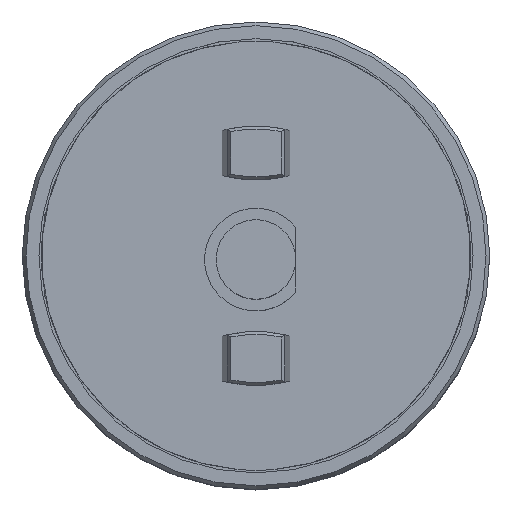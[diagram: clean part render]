
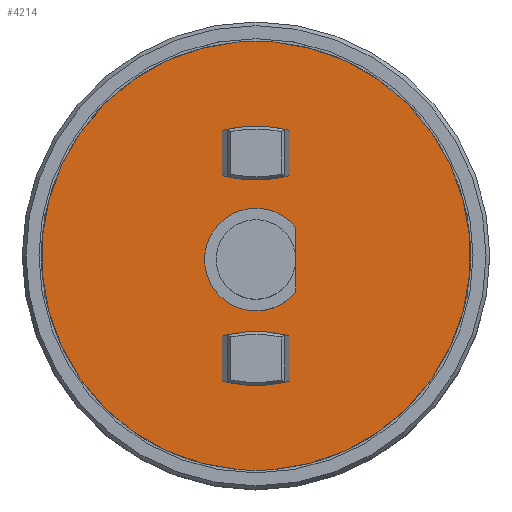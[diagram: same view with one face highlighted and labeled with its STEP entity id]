
A CAD part, top view. The second image highlights one B-rep face of the part: STEP entity #4214.
In plain terms, the highlighted planar face has unit normal (0, 0, 1).
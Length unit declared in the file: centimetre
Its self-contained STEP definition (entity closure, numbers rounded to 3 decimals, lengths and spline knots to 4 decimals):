
#216=FACE_OUTER_BOUND($,#1511,.T.);
#660=LINE($,#6645,#1105);
#664=LINE($,#6664,#1109);
#668=LINE($,#6683,#1113);
#672=LINE($,#6691,#1117);
#675=LINE($,#6698,#1120);
#679=LINE($,#6706,#1124);
#772=LINE($,#6933,#1217);
#778=LINE($,#6963,#1223);
#780=LINE($,#6979,#1225);
#781=LINE($,#6980,#1226);
#782=LINE($,#6982,#1227);
#783=LINE($,#6983,#1228);
#1105=VECTOR($,#5282,0.1754);
#1109=VECTOR($,#5300,0.1754);
#1113=VECTOR($,#5318,0.05);
#1117=VECTOR($,#5324,0.05);
#1120=VECTOR($,#5329,0.05);
#1124=VECTOR($,#5335,0.05);
#1217=VECTOR($,#5610,0.1754);
#1223=VECTOR($,#5648,0.1754);
#1225=VECTOR($,#5676,0.05);
#1226=VECTOR($,#5677,0.05);
#1227=VECTOR($,#5678,0.05);
#1228=VECTOR($,#5679,0.05);
#1279=FACE_BOUND($,#1512,.T.);
#1280=FACE_BOUND($,#1513,.T.);
#1281=FACE_BOUND($,#1514,.T.);
#1282=FACE_BOUND($,#1515,.T.);
#1511=EDGE_LOOP($,(#3566,#3567,#3568,#3569));
#1512=EDGE_LOOP($,(#3570,#3571,#3572,#3573));
#1513=EDGE_LOOP($,(#3574,#3575,#3576,#3577));
#1514=EDGE_LOOP($,(#3578,#3579,#3580,#3581));
#1515=EDGE_LOOP($,(#3582,#3583,#3584,#3585));
#1594=CIRCLE($,#4297,0.835);
#1601=CIRCLE($,#4313,0.835);
#1631=CIRCLE($,#4442,0.505);
#1633=CIRCLE($,#4449,0.505);
#1640=CIRCLE($,#4550,0.505);
#1644=CIRCLE($,#4566,0.505);
#1645=CIRCLE($,#4568,0.835);
#1651=CIRCLE($,#4575,0.835);
#1759=VERTEX_POINT($,#6056);
#1761=VERTEX_POINT($,#6059);
#1780=VERTEX_POINT($,#6102);
#1782=VERTEX_POINT($,#6106);
#1952=VERTEX_POINT($,#6643);
#1953=VERTEX_POINT($,#6644);
#1958=VERTEX_POINT($,#6656);
#1960=VERTEX_POINT($,#6662);
#1961=VERTEX_POINT($,#6663);
#1966=VERTEX_POINT($,#6675);
#1968=VERTEX_POINT($,#6681);
#1969=VERTEX_POINT($,#6682);
#1972=VERTEX_POINT($,#6690);
#1974=VERTEX_POINT($,#6696);
#1975=VERTEX_POINT($,#6697);
#1978=VERTEX_POINT($,#6705);
#2021=VERTEX_POINT($,#6932);
#2029=VERTEX_POINT($,#6962);
#2030=VERTEX_POINT($,#6978);
#2031=VERTEX_POINT($,#6981);
#2142=EDGE_CURVE($,#1761,#1759,#1594,.T.);
#2164=EDGE_CURVE($,#1780,#1782,#1601,.T.);
#2426=EDGE_CURVE($,#1952,#1953,#660,.T.);
#2432=EDGE_CURVE($,#1953,#1958,#1631,.T.);
#2435=EDGE_CURVE($,#1960,#1961,#664,.T.);
#2441=EDGE_CURVE($,#1961,#1966,#1633,.T.);
#2444=EDGE_CURVE($,#1968,#1969,#668,.T.);
#2448=EDGE_CURVE($,#1969,#1972,#672,.T.);
#2451=EDGE_CURVE($,#1974,#1975,#675,.T.);
#2455=EDGE_CURVE($,#1975,#1978,#679,.T.);
#2557=EDGE_CURVE($,#1958,#2021,#772,.T.);
#2560=EDGE_CURVE($,#2021,#1952,#1640,.T.);
#2572=EDGE_CURVE($,#1966,#2029,#778,.T.);
#2575=EDGE_CURVE($,#2029,#1960,#1644,.T.);
#2576=EDGE_CURVE($,#1782,#1761,#1645,.T.);
#2582=EDGE_CURVE($,#1759,#1780,#1651,.T.);
#2583=EDGE_CURVE($,#1978,#2030,#780,.T.);
#2584=EDGE_CURVE($,#2030,#1974,#781,.T.);
#2585=EDGE_CURVE($,#1972,#2031,#782,.T.);
#2586=EDGE_CURVE($,#2031,#1968,#783,.T.);
#3566=ORIENTED_EDGE($,*,*,#2582,.T.);
#3567=ORIENTED_EDGE($,*,*,#2164,.T.);
#3568=ORIENTED_EDGE($,*,*,#2576,.T.);
#3569=ORIENTED_EDGE($,*,*,#2142,.T.);
#3570=ORIENTED_EDGE($,*,*,#2583,.F.);
#3571=ORIENTED_EDGE($,*,*,#2455,.F.);
#3572=ORIENTED_EDGE($,*,*,#2451,.F.);
#3573=ORIENTED_EDGE($,*,*,#2584,.F.);
#3574=ORIENTED_EDGE($,*,*,#2585,.F.);
#3575=ORIENTED_EDGE($,*,*,#2448,.F.);
#3576=ORIENTED_EDGE($,*,*,#2444,.F.);
#3577=ORIENTED_EDGE($,*,*,#2586,.F.);
#3578=ORIENTED_EDGE($,*,*,#2572,.F.);
#3579=ORIENTED_EDGE($,*,*,#2441,.F.);
#3580=ORIENTED_EDGE($,*,*,#2435,.F.);
#3581=ORIENTED_EDGE($,*,*,#2575,.F.);
#3582=ORIENTED_EDGE($,*,*,#2557,.F.);
#3583=ORIENTED_EDGE($,*,*,#2432,.F.);
#3584=ORIENTED_EDGE($,*,*,#2426,.F.);
#3585=ORIENTED_EDGE($,*,*,#2560,.F.);
#3980=PLANE($,#4574);
#4214=ADVANCED_FACE($,(#216,#1279,#1280,#1281,#1282),#3980,.T.);
#4297=AXIS2_PLACEMENT_3D($,#6060,#4771,#4772);
#4313=AXIS2_PLACEMENT_3D($,#6108,#4814,#4815);
#4442=AXIS2_PLACEMENT_3D($,#6657,#5292,#5293);
#4449=AXIS2_PLACEMENT_3D($,#6676,#5310,#5311);
#4550=AXIS2_PLACEMENT_3D($,#6938,#5618,#5619);
#4566=AXIS2_PLACEMENT_3D($,#6968,#5656,#5657);
#4568=AXIS2_PLACEMENT_3D($,#6970,#5660,#5661);
#4574=AXIS2_PLACEMENT_3D($,#6976,#5672,#5673);
#4575=AXIS2_PLACEMENT_3D($,#6977,#5674,#5675);
#4771=DIRECTION('center_axis',(0.,0.,
1.));
#4772=DIRECTION('ref_axis',(-1.,0.,0.));
#4814=DIRECTION('center_axis',(0.,0.,
1.));
#4815=DIRECTION('ref_axis',(-1.,0.,0.));
#5282=DIRECTION($,(0.,-1.,0.));
#5292=DIRECTION('center_axis',(0.,0.,
1.));
#5293=DIRECTION('ref_axis',(0.267,0.964,0.));
#5300=DIRECTION($,(0.,-1.,0.));
#5310=DIRECTION('center_axis',(0.,0.,
1.));
#5311=DIRECTION('ref_axis',(0.267,0.964,0.));
#5318=DIRECTION($,(0.,-1.,0.));
#5324=DIRECTION($,(1.,0.,0.));
#5329=DIRECTION($,(0.,-1.,0.));
#5335=DIRECTION($,(1.,0.,0.));
#5610=DIRECTION($,(0.,1.,0.));
#5618=DIRECTION('center_axis',(0.,0.,
1.));
#5619=DIRECTION('ref_axis',(-0.267,-0.964,0.));
#5648=DIRECTION($,(0.,1.,0.));
#5656=DIRECTION('center_axis',(0.,0.,
1.));
#5657=DIRECTION('ref_axis',(-0.267,-0.964,0.));
#5660=DIRECTION('center_axis',(0.,0.,
1.));
#5661=DIRECTION('ref_axis',(1.,0.,0.));
#5672=DIRECTION('center_axis',(0.,0.,
1.));
#5673=DIRECTION('ref_axis',(0.,-1.,0.));
#5674=DIRECTION('center_axis',(0.,0.,
1.));
#5675=DIRECTION('ref_axis',(1.,0.,0.));
#5676=DIRECTION($,(0.,1.,0.));
#5677=DIRECTION($,(-1.,0.,0.));
#5678=DIRECTION($,(0.,1.,0.));
#5679=DIRECTION($,(-1.,0.,0.));
#6056=CARTESIAN_POINT('',(0.9865,0.0779,0.5457));
#6059=CARTESIAN_POINT('',(0.8465,0.0779,0.5457));
#6060=CARTESIAN_POINT('Origin',(0.9165,0.91,0.5457));
#6102=CARTESIAN_POINT('',(0.9865,1.7421,0.5457));
#6106=CARTESIAN_POINT('',(0.8465,1.7421,0.5457));
#6108=CARTESIAN_POINT('Origin',(0.9165,0.91,0.5457));
#6643=CARTESIAN_POINT('',(0.7854,1.3977,0.5457));
#6644=CARTESIAN_POINT('',(0.7854,1.2223,0.5457));
#6645=CARTESIAN_POINT($,(0.7854,1.0667,0.5457));
#6656=CARTESIAN_POINT('',(1.0476,1.2223,0.5457));
#6657=CARTESIAN_POINT('Origin',(0.9165,1.71,0.5457));
#6662=CARTESIAN_POINT('',(0.7854,0.5977,0.5457));
#6663=CARTESIAN_POINT('',(0.7854,0.4223,0.5457));
#6664=CARTESIAN_POINT($,(0.7854,0.6667,0.5457));
#6675=CARTESIAN_POINT('',(1.0476,0.4223,0.5457));
#6676=CARTESIAN_POINT('Origin',(0.9165,0.91,0.5457));
#6681=CARTESIAN_POINT('',(0.7643,0.92,0.5457));
#6682=CARTESIAN_POINT('',(0.7643,0.87,0.5457));
#6683=CARTESIAN_POINT($,(0.7643,0.915,0.5457));
#6690=CARTESIAN_POINT('',(0.8143,0.87,0.5457));
#6691=CARTESIAN_POINT($,(0.8404,0.87,0.5457));
#6696=CARTESIAN_POINT('',(1.0183,0.92,0.5457));
#6697=CARTESIAN_POINT('',(1.0183,0.87,0.5457));
#6698=CARTESIAN_POINT($,(1.0183,0.915,0.5457));
#6705=CARTESIAN_POINT('',(1.0683,0.87,0.5457));
#6706=CARTESIAN_POINT($,(0.9674,0.87,0.5457));
#6932=CARTESIAN_POINT('',(1.0476,1.3977,0.5457));
#6933=CARTESIAN_POINT($,(1.0476,1.1533,0.5457));
#6938=CARTESIAN_POINT('Origin',(0.9165,0.91,0.5457));
#6962=CARTESIAN_POINT('',(1.0476,0.5977,0.5457));
#6963=CARTESIAN_POINT($,(1.0476,0.7533,0.5457));
#6968=CARTESIAN_POINT('Origin',(0.9165,0.11,0.5457));
#6970=CARTESIAN_POINT('Origin',(0.9165,0.91,0.5457));
#6976=CARTESIAN_POINT('Origin',(0.9165,0.91,0.5457));
#6977=CARTESIAN_POINT('Origin',(0.9165,0.91,0.5457));
#6978=CARTESIAN_POINT('',(1.0683,0.92,0.5457));
#6979=CARTESIAN_POINT($,(1.0683,0.89,0.5457));
#6980=CARTESIAN_POINT($,(0.9924,0.92,0.5457));
#6981=CARTESIAN_POINT('',(0.8143,0.92,0.5457));
#6982=CARTESIAN_POINT($,(0.8143,0.89,0.5457));
#6983=CARTESIAN_POINT($,(0.8654,0.92,0.5457));
